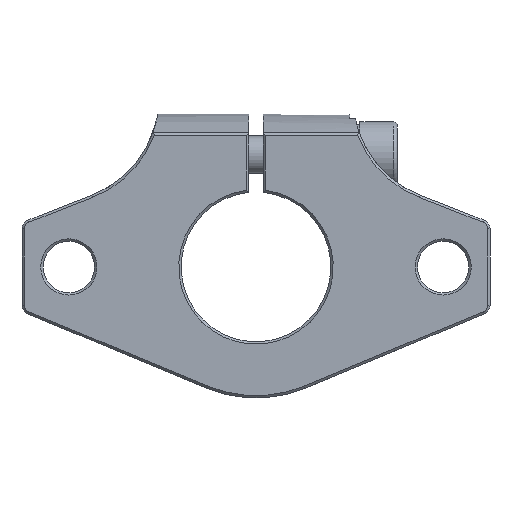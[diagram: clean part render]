
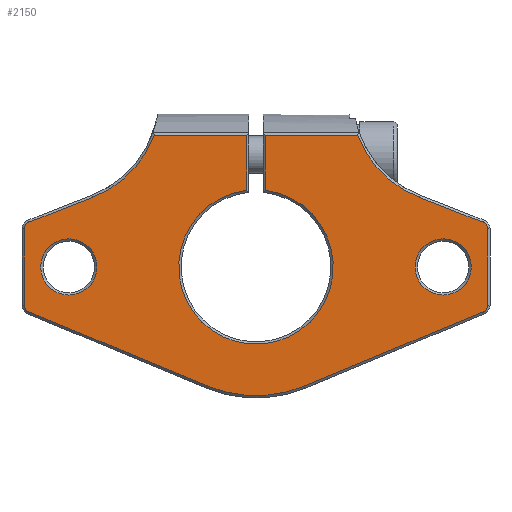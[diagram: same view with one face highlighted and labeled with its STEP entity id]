
A CAD part, front view. The second image highlights one B-rep face of the part: STEP entity #2150.
In plain terms, the highlighted planar face has unit normal (0, -1, 0).
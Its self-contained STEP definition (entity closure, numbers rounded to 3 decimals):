
#190=PLANE('',#2336);
#336=VECTOR('',#2654,1.);
#340=VECTOR('',#2659,1.);
#343=VECTOR('',#2673,1.);
#347=VECTOR('',#2684,1.);
#351=VECTOR('',#2695,1.);
#355=VECTOR('',#2712,1.);
#357=VECTOR('',#2715,1.);
#360=VECTOR('',#2719,1.);
#362=VECTOR('',#2722,1.);
#363=VECTOR('',#2730,1.);
#486=LINE('',#3526,#336);
#490=LINE('',#3532,#340);
#493=LINE('',#3550,#343);
#497=LINE('',#3562,#347);
#501=LINE('',#3574,#351);
#505=LINE('',#3594,#355);
#507=LINE('',#3597,#357);
#510=LINE('',#3608,#360);
#512=LINE('',#3612,#362);
#513=LINE('',#3623,#363);
#671=VERTEX_POINT('',#3516);
#672=VERTEX_POINT('',#3518);
#675=VERTEX_POINT('',#3525);
#676=VERTEX_POINT('',#3530);
#678=VERTEX_POINT('',#3536);
#679=VERTEX_POINT('',#3541);
#681=VERTEX_POINT('',#3549);
#683=VERTEX_POINT('',#3555);
#685=VERTEX_POINT('',#3561);
#687=VERTEX_POINT('',#3567);
#689=VERTEX_POINT('',#3573);
#691=VERTEX_POINT('',#3579);
#692=VERTEX_POINT('',#3584);
#694=VERTEX_POINT('',#3591);
#695=VERTEX_POINT('',#3598);
#697=VERTEX_POINT('',#3607);
#698=VERTEX_POINT('',#3609);
#699=VERTEX_POINT('',#3615);
#703=VERTEX_POINT('',#3643);
#704=VERTEX_POINT('',#3645);
#819=CIRCLE('',#2297,0.75);
#821=CIRCLE('',#2302,0.75);
#823=CIRCLE('',#2305,11.583);
#824=CIRCLE('',#2308,13.5);
#826=CIRCLE('',#2312,0.75);
#828=CIRCLE('',#2316,0.75);
#831=CIRCLE('',#2320,11.583);
#832=CIRCLE('',#2326,8.25);
#835=CIRCLE('',#2337,3.);
#836=CIRCLE('',#2338,3.);
#992=EDGE_CURVE('',#671,#672,#819,.T.);
#996=EDGE_CURVE('',#675,#671,#486,.T.);
#1000=EDGE_CURVE('',#672,#676,#490,.T.);
#1002=EDGE_CURVE('',#678,#675,#821,.T.);
#1004=EDGE_CURVE('',#676,#679,#823,.T.);
#1007=EDGE_CURVE('',#681,#678,#493,.T.);
#1010=EDGE_CURVE('',#683,#681,#824,.T.);
#1013=EDGE_CURVE('',#685,#683,#497,.T.);
#1016=EDGE_CURVE('',#687,#685,#826,.T.);
#1019=EDGE_CURVE('',#689,#687,#501,.T.);
#1022=EDGE_CURVE('',#691,#689,#828,.T.);
#1027=EDGE_CURVE('',#694,#692,#831,.T.);
#1028=EDGE_CURVE('',#692,#691,#505,.T.);
#1030=EDGE_CURVE('',#679,#695,#507,.T.);
#1034=EDGE_CURVE('',#697,#698,#510,.T.);
#1036=EDGE_CURVE('',#698,#694,#512,.T.);
#1037=EDGE_CURVE('',#699,#697,#832,.T.);
#1040=EDGE_CURVE('',#695,#699,#513,.T.);
#1050=EDGE_CURVE('',#703,#703,#835,.T.);
#1051=EDGE_CURVE('',#704,#704,#836,.T.);
#1454=ORIENTED_EDGE('',*,*,#1050,.F.);
#1455=ORIENTED_EDGE('',*,*,#1051,.F.);
#1456=ORIENTED_EDGE('',*,*,#1034,.F.);
#1457=ORIENTED_EDGE('',*,*,#1037,.F.);
#1458=ORIENTED_EDGE('',*,*,#1040,.F.);
#1459=ORIENTED_EDGE('',*,*,#1030,.F.);
#1460=ORIENTED_EDGE('',*,*,#1004,.F.);
#1461=ORIENTED_EDGE('',*,*,#1000,.F.);
#1462=ORIENTED_EDGE('',*,*,#992,.F.);
#1463=ORIENTED_EDGE('',*,*,#996,.F.);
#1464=ORIENTED_EDGE('',*,*,#1002,.F.);
#1465=ORIENTED_EDGE('',*,*,#1007,.F.);
#1466=ORIENTED_EDGE('',*,*,#1010,.F.);
#1467=ORIENTED_EDGE('',*,*,#1013,.F.);
#1468=ORIENTED_EDGE('',*,*,#1016,.F.);
#1469=ORIENTED_EDGE('',*,*,#1019,.F.);
#1470=ORIENTED_EDGE('',*,*,#1022,.F.);
#1471=ORIENTED_EDGE('',*,*,#1028,.F.);
#1472=ORIENTED_EDGE('',*,*,#1027,.F.);
#1473=ORIENTED_EDGE('',*,*,#1036,.F.);
#1869=EDGE_LOOP('',(#1454));
#1870=EDGE_LOOP('',(#1455));
#1871=EDGE_LOOP('',(#1456,#1457,#1458,#1459,#1460,#1461,#1462,#1463,#1464,
#1465,#1466,#1467,#1468,#1469,#1470,#1471,#1472,#1473));
#2015=FACE_BOUND('',#1869,.T.);
#2016=FACE_BOUND('',#1870,.T.);
#2017=FACE_BOUND('',#1871,.T.);
#2150=ADVANCED_FACE('',(#2015,#2016,#2017),#190,.F.);
#2297=AXIS2_PLACEMENT_3D('',#3517,#2647,#2648);
#2302=AXIS2_PLACEMENT_3D('',#3537,#2663,#2664);
#2305=AXIS2_PLACEMENT_3D('',#3540,#2669,#2670);
#2308=AXIS2_PLACEMENT_3D('',#3556,#2678,#2679);
#2312=AXIS2_PLACEMENT_3D('',#3568,#2689,#2690);
#2316=AXIS2_PLACEMENT_3D('',#3580,#2700,#2701);
#2320=AXIS2_PLACEMENT_3D('',#3592,#2709,#2710);
#2326=AXIS2_PLACEMENT_3D('',#3614,#2725,#2726);
#2336=AXIS2_PLACEMENT_3D('',#3641,#2749,$);
#2337=AXIS2_PLACEMENT_3D('',#3642,#2750,#2751);
#2338=AXIS2_PLACEMENT_3D('',#3644,#2752,#2753);
#2647=DIRECTION('',(0.,1.,0.));
#2648=DIRECTION('',(-0.619,0.,0.423));
#2654=DIRECTION('',(0.,0.,1.));
#2659=DIRECTION('',(0.932,0.,0.364));
#2663=DIRECTION('',(0.,1.,0.));
#2664=DIRECTION('',(-0.624,0.,-0.416));
#2669=DIRECTION('',(0.,-1.,0.));
#2670=DIRECTION('',(8.269,0.,-8.11));
#2673=DIRECTION('',(-0.923,0.,0.384));
#2678=DIRECTION('',(0.,1.,0.));
#2679=DIRECTION('',(0.,0.,-13.5));
#2684=DIRECTION('',(-0.923,0.,-0.384));
#2689=DIRECTION('',(0.,1.,0.));
#2690=DIRECTION('',(0.624,0.,-0.416));
#2695=DIRECTION('',(0.,0.,-1.));
#2700=DIRECTION('',(0.,1.,0.));
#2701=DIRECTION('',(0.619,0.,0.423));
#2709=DIRECTION('',(0.,-1.,0.));
#2710=DIRECTION('',(-8.269,0.,-8.11));
#2712=DIRECTION('',(0.932,0.,-0.364));
#2715=DIRECTION('',(1.,0.,0.));
#2719=DIRECTION('',(0.,0.,1.));
#2722=DIRECTION('',(1.,0.,0.));
#2725=DIRECTION('',(0.,-1.,0.));
#2726=DIRECTION('',(0.,0.,-8.25));
#2730=DIRECTION('',(0.,0.,-1.));
#2749=DIRECTION('',(0.,1.,0.));
#2750=DIRECTION('',(0.,-1.,0.));
#2751=DIRECTION('',(-3.,0.,0.));
#2752=DIRECTION('',(0.,-1.,0.));
#2753=DIRECTION('',(-3.,0.,0.));
#3516=CARTESIAN_POINT('',(-24.75,0.,-12.233));
#3517=CARTESIAN_POINT('',(-24.,0.,-12.233));
#3518=CARTESIAN_POINT('',(-24.273,0.,-11.534));
#3525=CARTESIAN_POINT('',(-24.75,0.,-20.383));
#3526=CARTESIAN_POINT('',(-24.75,0.,-15.321));
#3530=CARTESIAN_POINT('',(-17.457,0.,-8.873));
#3532=CARTESIAN_POINT('',(-12.672,0.,-7.005));
#3536=CARTESIAN_POINT('',(-24.288,0.,-21.075));
#3537=CARTESIAN_POINT('',(-24.,0.,-20.383));
#3540=CARTESIAN_POINT('',(-21.67,0.,1.916));
#3541=CARTESIAN_POINT('',(-10.862,0.,-2.25));
#3549=CARTESIAN_POINT('',(-5.181,0.,-29.016));
#3550=CARTESIAN_POINT('',(-10.503,0.,-26.804));
#3555=CARTESIAN_POINT('',(5.181,0.,-29.016));
#3556=CARTESIAN_POINT('',(0.,0.,-16.55));
#3561=CARTESIAN_POINT('',(24.288,0.,-21.075));
#3562=CARTESIAN_POINT('',(10.503,0.,-26.804));
#3567=CARTESIAN_POINT('',(24.75,0.,-20.383));
#3568=CARTESIAN_POINT('',(24.,0.,-20.383));
#3573=CARTESIAN_POINT('',(24.75,0.,-12.233));
#3574=CARTESIAN_POINT('',(24.75,0.,-15.321));
#3579=CARTESIAN_POINT('',(24.273,0.,-11.534));
#3580=CARTESIAN_POINT('',(24.,0.,-12.233));
#3584=CARTESIAN_POINT('',(17.457,0.,-8.873));
#3591=CARTESIAN_POINT('',(10.862,0.,-2.25));
#3592=CARTESIAN_POINT('',(21.67,0.,1.916));
#3594=CARTESIAN_POINT('',(12.672,0.,-7.005));
#3597=CARTESIAN_POINT('',(-74.947,0.,-2.25));
#3598=CARTESIAN_POINT('',(-1.,0.,-2.25));
#3607=CARTESIAN_POINT('',(1.,0.,-8.111));
#3608=CARTESIAN_POINT('',(1.,0.,-9.254));
#3609=CARTESIAN_POINT('',(1.,0.,-2.25));
#3612=CARTESIAN_POINT('',(-74.947,0.,-2.25));
#3614=CARTESIAN_POINT('',(0.,0.,-16.3));
#3615=CARTESIAN_POINT('',(-1.,0.,-8.111));
#3623=CARTESIAN_POINT('',(-1.,0.,-9.254));
#3641=CARTESIAN_POINT('',(0.,0.,-14.341));
#3642=CARTESIAN_POINT('',(-20.,0.,-16.3));
#3643=CARTESIAN_POINT('',(-17.,0.,-16.3));
#3644=CARTESIAN_POINT('',(20.,0.,-16.3));
#3645=CARTESIAN_POINT('',(23.,0.,-16.3));
